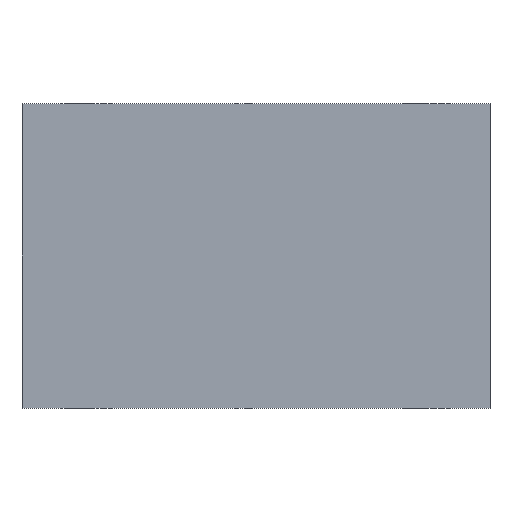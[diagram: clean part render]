
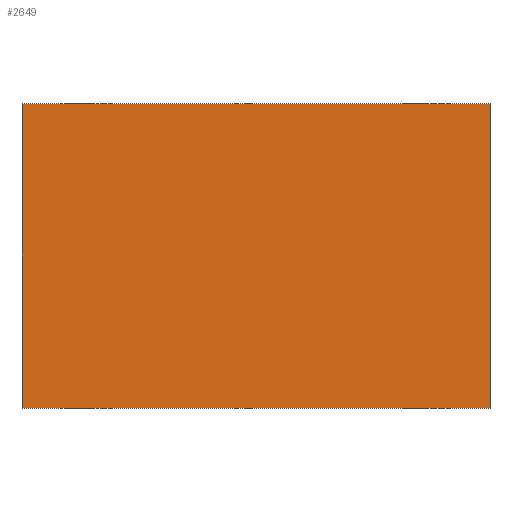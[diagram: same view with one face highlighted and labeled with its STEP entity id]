
A CAD part, front view. The second image highlights one B-rep face of the part: STEP entity #2649.
In plain terms, the highlighted planar face has unit normal (0, -1, 0).
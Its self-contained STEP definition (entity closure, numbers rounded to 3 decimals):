
#50=PLANE('',#2910);
#129=LINE('',#4119,#328);
#202=LINE('',#4431,#401);
#205=LINE('',#4438,#404);
#207=LINE('',#4445,#406);
#328=VECTOR('',#3217,1000.);
#401=VECTOR('',#3422,1000.);
#404=VECTOR('',#3429,1000.);
#406=VECTOR('',#3437,1000.);
#842=ORIENTED_EDGE('',*,*,#1543,.T.);
#843=ORIENTED_EDGE('',*,*,#1535,.F.);
#844=ORIENTED_EDGE('',*,*,#1539,.F.);
#845=ORIENTED_EDGE('',*,*,#1405,.T.);
#1405=EDGE_CURVE('',#1771,#1770,#129,.T.);
#1535=EDGE_CURVE('',#1874,#1875,#202,.T.);
#1539=EDGE_CURVE('',#1771,#1874,#205,.T.);
#1543=EDGE_CURVE('',#1770,#1875,#207,.T.);
#1770=VERTEX_POINT('',#4118);
#1771=VERTEX_POINT('',#4120);
#1874=VERTEX_POINT('',#4430);
#1875=VERTEX_POINT('',#4432);
#2170=EDGE_LOOP('',(#842,#843,#844,#845));
#2397=FACE_BOUND('',#2170,.T.);
#2649=ADVANCED_FACE('',(#2397),#50,.F.);
#2910=AXIS2_PLACEMENT_3D('',#4448,#3440,#3441);
#3217=DIRECTION('',(0.,0.,-1.));
#3422=DIRECTION('',(0.,0.,-1.));
#3429=DIRECTION('',(1.,0.,0.));
#3437=DIRECTION('',(1.,0.,0.));
#3440=DIRECTION('',(0.,1.,0.));
#3441=DIRECTION('',(0.,0.,1.));
#4118=CARTESIAN_POINT('',(-40.,0.,-26.));
#4119=CARTESIAN_POINT('',(-40.,0.,26.));
#4120=CARTESIAN_POINT('',(-40.,0.,26.));
#4430=CARTESIAN_POINT('',(40.,0.,26.));
#4431=CARTESIAN_POINT('',(40.,0.,26.));
#4432=CARTESIAN_POINT('',(40.,0.,-26.));
#4438=CARTESIAN_POINT('',(-40.,0.,26.));
#4445=CARTESIAN_POINT('',(-40.,0.,-26.));
#4448=CARTESIAN_POINT('',(-40.,0.,26.));
